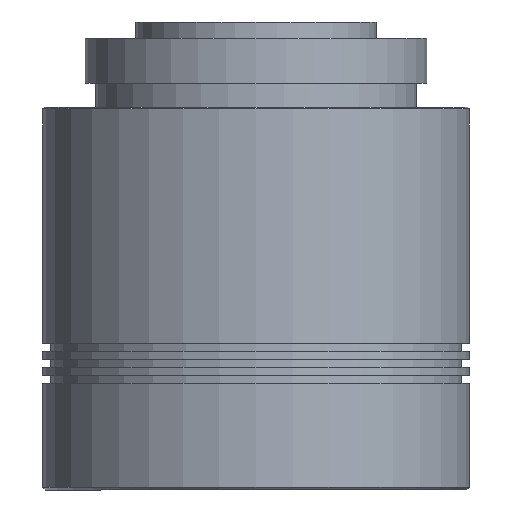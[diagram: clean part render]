
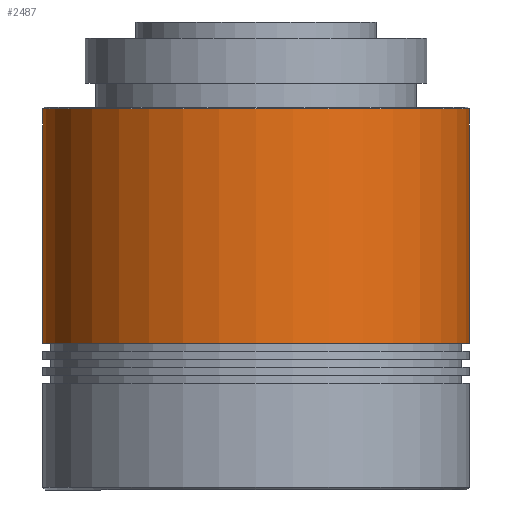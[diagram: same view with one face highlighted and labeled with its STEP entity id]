
A CAD part, front view. The second image highlights one B-rep face of the part: STEP entity #2487.
In plain terms, the highlighted cylindrical face has radius 40 mm (diameter 80 mm), a full revolution.
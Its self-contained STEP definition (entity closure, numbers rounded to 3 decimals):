
#317=CYLINDRICAL_SURFACE('',#2920,40.);
#498=FACE_OUTER_BOUND('',#795,.T.);
#795=EDGE_LOOP('',(#2297,#2298,#2299,#2300));
#896=LINE('',#4480,#997);
#997=VECTOR('',#3791,40.);
#1078=CIRCLE('',#2681,40.);
#1197=CIRCLE('',#2919,40.);
#1278=VERTEX_POINT('',#4060);
#1397=VERTEX_POINT('',#4476);
#1518=EDGE_CURVE('',#1278,#1278,#1078,.T.);
#1696=EDGE_CURVE('',#1397,#1397,#1197,.T.);
#1698=EDGE_CURVE('',#1278,#1397,#896,.T.);
#2297=ORIENTED_EDGE('',*,*,#1518,.F.);
#2298=ORIENTED_EDGE('',*,*,#1698,.T.);
#2299=ORIENTED_EDGE('',*,*,#1696,.T.);
#2300=ORIENTED_EDGE('',*,*,#1698,.F.);
#2487=ADVANCED_FACE('',(#498),#317,.T.);
#2681=AXIS2_PLACEMENT_3D('',#4061,#3251,#3252);
#2919=AXIS2_PLACEMENT_3D('',#4477,#3786,#3787);
#2920=AXIS2_PLACEMENT_3D('',#4479,#3789,#3790);
#3251=DIRECTION('center_axis',(0.,0.,-1.));
#3252=DIRECTION('ref_axis',(-1.,0.,0.));
#3786=DIRECTION('center_axis',(0.,0.,-1.));
#3787=DIRECTION('ref_axis',(-1.,0.,0.));
#3789=DIRECTION('center_axis',(0.,0.,-1.));
#3790=DIRECTION('ref_axis',(-1.,0.,0.));
#3791=DIRECTION('',(0.,0.,1.));
#4060=CARTESIAN_POINT('',(40.,0.,27.5));
#4061=CARTESIAN_POINT('Origin',(0.,0.,27.5));
#4476=CARTESIAN_POINT('',(40.,0.,71.4));
#4477=CARTESIAN_POINT('Origin',(0.,0.,71.4));
#4479=CARTESIAN_POINT('Origin',(0.,0.,64.5));
#4480=CARTESIAN_POINT('',(40.,0.,64.5));
